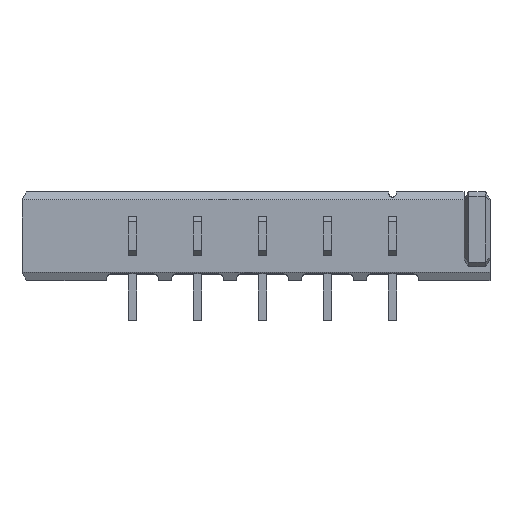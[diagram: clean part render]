
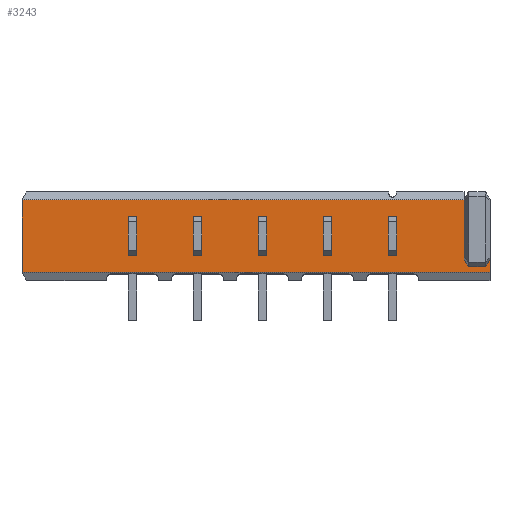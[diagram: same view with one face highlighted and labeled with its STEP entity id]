
A CAD part, top view. The second image highlights one B-rep face of the part: STEP entity #3243.
In plain terms, the highlighted planar face has unit normal (0, 0, 1).
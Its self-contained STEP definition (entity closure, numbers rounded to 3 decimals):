
#155=DIRECTION('',(0.,-1.,0.));
#156=VECTOR('',#155,5.588);
#157=CARTESIAN_POINT('',(-18.,6.194,-6.95));
#158=LINE('',#157,#156);
#273=DIRECTION('',(1.,0.,0.));
#274=VECTOR('',#273,36.);
#275=CARTESIAN_POINT('',(-18.,0.606,-6.95));
#276=LINE('',#275,#274);
#662=DIRECTION('',(-1.,0.,0.));
#663=VECTOR('',#662,1.3);
#664=CARTESIAN_POINT('',(17.65,1.03,-6.95));
#665=LINE('',#664,#663);
#666=DIRECTION('',(0.,-1.,0.));
#667=VECTOR('',#666,1.03);
#668=CARTESIAN_POINT('',(18.,1.636,-6.95));
#669=LINE('',#668,#667);
#670=DIRECTION('',(1.,0.,0.));
#671=VECTOR('',#670,34.);
#672=CARTESIAN_POINT('',(-18.,6.194,-6.95));
#673=LINE('',#672,#671);
#674=DIRECTION('',(0.,-1.,0.));
#675=VECTOR('',#674,0.894);
#676=CARTESIAN_POINT('',(16.,6.194,-6.95));
#677=LINE('',#676,#675);
#678=DIRECTION('',(0.,-1.,0.));
#679=VECTOR('',#678,3.664);
#680=CARTESIAN_POINT('',(16.,5.3,-6.95));
#681=LINE('',#680,#679);
#682=DIRECTION('',(0.,1.,0.));
#683=VECTOR('',#682,3.);
#684=CARTESIAN_POINT('',(10.183,1.9,-6.95));
#685=LINE('',#684,#683);
#686=DIRECTION('',(1.,0.,0.));
#687=VECTOR('',#686,0.635);
#688=CARTESIAN_POINT('',(10.183,1.9,-6.95));
#689=LINE('',#688,#687);
#690=DIRECTION('',(0.,1.,0.));
#691=VECTOR('',#690,3.);
#692=CARTESIAN_POINT('',(10.818,1.9,-6.95));
#693=LINE('',#692,#691);
#694=DIRECTION('',(1.,0.,0.));
#695=VECTOR('',#694,0.635);
#696=CARTESIAN_POINT('',(10.183,4.9,-6.95));
#697=LINE('',#696,#695);
#698=DIRECTION('',(0.,1.,0.));
#699=VECTOR('',#698,3.);
#700=CARTESIAN_POINT('',(5.183,1.9,-6.95));
#701=LINE('',#700,#699);
#702=DIRECTION('',(1.,0.,0.));
#703=VECTOR('',#702,0.635);
#704=CARTESIAN_POINT('',(5.183,1.9,-6.95));
#705=LINE('',#704,#703);
#706=DIRECTION('',(0.,1.,0.));
#707=VECTOR('',#706,3.);
#708=CARTESIAN_POINT('',(5.818,1.9,-6.95));
#709=LINE('',#708,#707);
#710=DIRECTION('',(1.,0.,0.));
#711=VECTOR('',#710,0.635);
#712=CARTESIAN_POINT('',(5.183,4.9,-6.95));
#713=LINE('',#712,#711);
#714=DIRECTION('',(0.,1.,0.));
#715=VECTOR('',#714,3.);
#716=CARTESIAN_POINT('',(0.183,1.9,-6.95));
#717=LINE('',#716,#715);
#718=DIRECTION('',(1.,0.,0.));
#719=VECTOR('',#718,0.635);
#720=CARTESIAN_POINT('',(0.183,1.9,-6.95));
#721=LINE('',#720,#719);
#722=DIRECTION('',(0.,1.,0.));
#723=VECTOR('',#722,3.);
#724=CARTESIAN_POINT('',(0.818,1.9,-6.95));
#725=LINE('',#724,#723);
#726=DIRECTION('',(1.,0.,0.));
#727=VECTOR('',#726,0.635);
#728=CARTESIAN_POINT('',(0.183,4.9,-6.95));
#729=LINE('',#728,#727);
#730=DIRECTION('',(0.,1.,0.));
#731=VECTOR('',#730,3.);
#732=CARTESIAN_POINT('',(-4.818,1.9,-6.95));
#733=LINE('',#732,#731);
#734=DIRECTION('',(1.,0.,0.));
#735=VECTOR('',#734,0.635);
#736=CARTESIAN_POINT('',(-4.818,1.9,-6.95));
#737=LINE('',#736,#735);
#738=DIRECTION('',(0.,1.,0.));
#739=VECTOR('',#738,3.);
#740=CARTESIAN_POINT('',(-4.183,1.9,-6.95));
#741=LINE('',#740,#739);
#742=DIRECTION('',(1.,0.,0.));
#743=VECTOR('',#742,0.635);
#744=CARTESIAN_POINT('',(-4.818,4.9,-6.95));
#745=LINE('',#744,#743);
#746=DIRECTION('',(0.,1.,0.));
#747=VECTOR('',#746,3.);
#748=CARTESIAN_POINT('',(-9.818,1.9,-6.95));
#749=LINE('',#748,#747);
#750=DIRECTION('',(1.,0.,0.));
#751=VECTOR('',#750,0.635);
#752=CARTESIAN_POINT('',(-9.818,1.9,-6.95));
#753=LINE('',#752,#751);
#754=DIRECTION('',(0.,1.,0.));
#755=VECTOR('',#754,3.);
#756=CARTESIAN_POINT('',(-9.183,1.9,-6.95));
#757=LINE('',#756,#755);
#758=DIRECTION('',(1.,0.,0.));
#759=VECTOR('',#758,0.635);
#760=CARTESIAN_POINT('',(-9.818,4.9,-6.95));
#761=LINE('',#760,#759);
#778=DIRECTION('',(-0.5,0.866,0.));
#779=VECTOR('',#778,0.7);
#780=CARTESIAN_POINT('',(16.35,1.03,-6.95));
#781=LINE('',#780,#779);
#1325=DIRECTION('',(-0.5,-0.866,0.));
#1326=VECTOR('',#1325,0.7);
#1327=CARTESIAN_POINT('',(18.,1.636,-6.95));
#1328=LINE('',#1327,#1326);
#2118=CARTESIAN_POINT('',(18.,0.606,-6.95));
#2120=VERTEX_POINT('',#2118);
#2134=CARTESIAN_POINT('',(16.,6.194,-6.95));
#2135=CARTESIAN_POINT('',(16.,5.3,-6.95));
#2136=VERTEX_POINT('',#2134);
#2137=VERTEX_POINT('',#2135);
#2146=CARTESIAN_POINT('',(-18.,6.194,-6.95));
#2148=VERTEX_POINT('',#2146);
#2150=CARTESIAN_POINT('',(-18.,0.606,-6.95));
#2152=VERTEX_POINT('',#2150);
#2319=CARTESIAN_POINT('',(10.183,1.9,-6.95));
#2320=CARTESIAN_POINT('',(10.183,4.9,-6.95));
#2321=VERTEX_POINT('',#2319);
#2322=VERTEX_POINT('',#2320);
#2323=CARTESIAN_POINT('',(10.818,1.9,-6.95));
#2324=CARTESIAN_POINT('',(10.818,4.9,-6.95));
#2325=VERTEX_POINT('',#2323);
#2326=VERTEX_POINT('',#2324);
#2391=CARTESIAN_POINT('',(5.183,1.9,-6.95));
#2392=CARTESIAN_POINT('',(5.183,4.9,-6.95));
#2393=VERTEX_POINT('',#2391);
#2394=VERTEX_POINT('',#2392);
#2395=CARTESIAN_POINT('',(5.818,1.9,-6.95));
#2396=CARTESIAN_POINT('',(5.818,4.9,-6.95));
#2397=VERTEX_POINT('',#2395);
#2398=VERTEX_POINT('',#2396);
#2467=CARTESIAN_POINT('',(0.183,1.9,-6.95));
#2468=CARTESIAN_POINT('',(0.183,4.9,-6.95));
#2469=VERTEX_POINT('',#2467);
#2470=VERTEX_POINT('',#2468);
#2471=CARTESIAN_POINT('',(0.818,1.9,-6.95));
#2472=CARTESIAN_POINT('',(0.818,4.9,-6.95));
#2473=VERTEX_POINT('',#2471);
#2474=VERTEX_POINT('',#2472);
#2543=CARTESIAN_POINT('',(-4.818,1.9,-6.95));
#2544=CARTESIAN_POINT('',(-4.818,4.9,-6.95));
#2545=VERTEX_POINT('',#2543);
#2546=VERTEX_POINT('',#2544);
#2547=CARTESIAN_POINT('',(-4.183,1.9,-6.95));
#2548=CARTESIAN_POINT('',(-4.183,4.9,-6.95));
#2549=VERTEX_POINT('',#2547);
#2550=VERTEX_POINT('',#2548);
#2619=CARTESIAN_POINT('',(-9.818,1.9,-6.95));
#2620=CARTESIAN_POINT('',(-9.818,4.9,-6.95));
#2621=VERTEX_POINT('',#2619);
#2622=VERTEX_POINT('',#2620);
#2623=CARTESIAN_POINT('',(-9.183,1.9,-6.95));
#2624=CARTESIAN_POINT('',(-9.183,4.9,-6.95));
#2625=VERTEX_POINT('',#2623);
#2626=VERTEX_POINT('',#2624);
#2681=CARTESIAN_POINT('',(16.,1.636,-6.95));
#2683=VERTEX_POINT('',#2681);
#2685=CARTESIAN_POINT('',(16.35,1.03,-6.95));
#2687=VERTEX_POINT('',#2685);
#2706=CARTESIAN_POINT('',(17.65,1.03,-6.95));
#2708=VERTEX_POINT('',#2706);
#2710=CARTESIAN_POINT('',(18.,1.636,-6.95));
#2712=VERTEX_POINT('',#2710);
#3171=CARTESIAN_POINT('',(-18.,6.194,-6.95));
#3172=DIRECTION('',(0.,0.,1.));
#3173=DIRECTION('',(0.,-1.,0.));
#3174=AXIS2_PLACEMENT_3D('',#3171,#3172,#3173);
#3175=PLANE('',#3174);
#3177=ORIENTED_EDGE('',*,*,#3176,.F.);
#3179=ORIENTED_EDGE('',*,*,#3178,.F.);
#3181=ORIENTED_EDGE('',*,*,#3180,.T.);
#3182=ORIENTED_EDGE('',*,*,#2900,.F.);
#3183=ORIENTED_EDGE('',*,*,#2744,.F.);
#3185=ORIENTED_EDGE('',*,*,#3184,.T.);
#3187=ORIENTED_EDGE('',*,*,#3186,.T.);
#3189=ORIENTED_EDGE('',*,*,#3188,.T.);
#3191=ORIENTED_EDGE('',*,*,#3190,.F.);
#3192=EDGE_LOOP('',(#3177,#3179,#3181,#3182,#3183,#3185,#3187,#3189,#3191));
#3193=FACE_OUTER_BOUND('',#3192,.F.);
#3195=ORIENTED_EDGE('',*,*,#3194,.F.);
#3197=ORIENTED_EDGE('',*,*,#3196,.T.);
#3199=ORIENTED_EDGE('',*,*,#3198,.T.);
#3201=ORIENTED_EDGE('',*,*,#3200,.F.);
#3202=EDGE_LOOP('',(#3195,#3197,#3199,#3201));
#3203=FACE_BOUND('',#3202,.F.);
#3205=ORIENTED_EDGE('',*,*,#3204,.F.);
#3207=ORIENTED_EDGE('',*,*,#3206,.T.);
#3209=ORIENTED_EDGE('',*,*,#3208,.T.);
#3211=ORIENTED_EDGE('',*,*,#3210,.F.);
#3212=EDGE_LOOP('',(#3205,#3207,#3209,#3211));
#3213=FACE_BOUND('',#3212,.F.);
#3215=ORIENTED_EDGE('',*,*,#3214,.F.);
#3217=ORIENTED_EDGE('',*,*,#3216,.T.);
#3219=ORIENTED_EDGE('',*,*,#3218,.T.);
#3221=ORIENTED_EDGE('',*,*,#3220,.F.);
#3222=EDGE_LOOP('',(#3215,#3217,#3219,#3221));
#3223=FACE_BOUND('',#3222,.F.);
#3225=ORIENTED_EDGE('',*,*,#3224,.F.);
#3227=ORIENTED_EDGE('',*,*,#3226,.T.);
#3229=ORIENTED_EDGE('',*,*,#3228,.T.);
#3231=ORIENTED_EDGE('',*,*,#3230,.F.);
#3232=EDGE_LOOP('',(#3225,#3227,#3229,#3231));
#3233=FACE_BOUND('',#3232,.F.);
#3234=ORIENTED_EDGE('',*,*,#3107,.F.);
#3236=ORIENTED_EDGE('',*,*,#3235,.T.);
#3238=ORIENTED_EDGE('',*,*,#3237,.T.);
#3240=ORIENTED_EDGE('',*,*,#3239,.F.);
#3241=EDGE_LOOP('',(#3234,#3236,#3238,#3240));
#3242=FACE_BOUND('',#3241,.F.);
#2744=EDGE_CURVE('',#2148,#2152,#158,.T.);
#2900=EDGE_CURVE('',#2152,#2120,#276,.T.);
#3107=EDGE_CURVE('',#2621,#2622,#749,.T.);
#3176=EDGE_CURVE('',#2708,#2687,#665,.T.);
#3178=EDGE_CURVE('',#2712,#2708,#1328,.T.);
#3180=EDGE_CURVE('',#2712,#2120,#669,.T.);
#3184=EDGE_CURVE('',#2148,#2136,#673,.T.);
#3186=EDGE_CURVE('',#2136,#2137,#677,.T.);
#3188=EDGE_CURVE('',#2137,#2683,#681,.T.);
#3190=EDGE_CURVE('',#2687,#2683,#781,.T.);
#3194=EDGE_CURVE('',#2321,#2322,#685,.T.);
#3196=EDGE_CURVE('',#2321,#2325,#689,.T.);
#3198=EDGE_CURVE('',#2325,#2326,#693,.T.);
#3200=EDGE_CURVE('',#2322,#2326,#697,.T.);
#3204=EDGE_CURVE('',#2393,#2394,#701,.T.);
#3206=EDGE_CURVE('',#2393,#2397,#705,.T.);
#3208=EDGE_CURVE('',#2397,#2398,#709,.T.);
#3210=EDGE_CURVE('',#2394,#2398,#713,.T.);
#3214=EDGE_CURVE('',#2469,#2470,#717,.T.);
#3216=EDGE_CURVE('',#2469,#2473,#721,.T.);
#3218=EDGE_CURVE('',#2473,#2474,#725,.T.);
#3220=EDGE_CURVE('',#2470,#2474,#729,.T.);
#3224=EDGE_CURVE('',#2545,#2546,#733,.T.);
#3226=EDGE_CURVE('',#2545,#2549,#737,.T.);
#3228=EDGE_CURVE('',#2549,#2550,#741,.T.);
#3230=EDGE_CURVE('',#2546,#2550,#745,.T.);
#3235=EDGE_CURVE('',#2621,#2625,#753,.T.);
#3237=EDGE_CURVE('',#2625,#2626,#757,.T.);
#3239=EDGE_CURVE('',#2622,#2626,#761,.T.);
#3243=ADVANCED_FACE('',(#3193,#3203,#3213,#3223,#3233,#3242),#3175,.T.);
